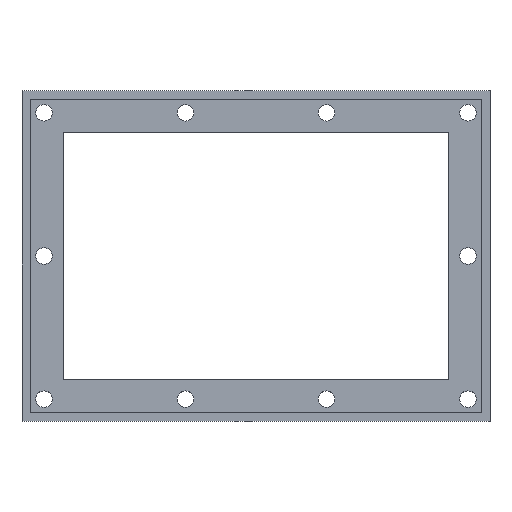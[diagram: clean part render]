
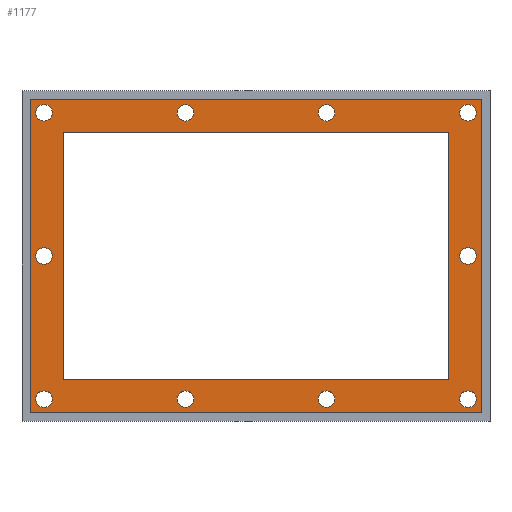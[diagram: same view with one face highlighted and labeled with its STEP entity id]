
A CAD part, top view. The second image highlights one B-rep face of the part: STEP entity #1177.
In plain terms, the highlighted planar face has unit normal (0, 0, 1).
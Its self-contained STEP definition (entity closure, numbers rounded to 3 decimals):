
#148=DIRECTION('',(0.,-1.,0.));
#149=VECTOR('',#148,90.);
#150=CARTESIAN_POINT('',(-70.,45.,5.));
#151=LINE('270',#150,#149);
#156=DIRECTION('',(0.,1.,0.));
#157=VECTOR('',#156,114.);
#158=CARTESIAN_POINT('',(82.,-57.,5.));
#159=LINE('254',#158,#157);
#160=DIRECTION('',(1.,0.,0.));
#161=VECTOR('',#160,164.);
#162=CARTESIAN_POINT('',(-82.,-57.,5.));
#163=LINE('257',#162,#161);
#164=DIRECTION('',(0.,-1.,0.));
#165=VECTOR('',#164,114.);
#166=CARTESIAN_POINT('',(-82.,57.,5.));
#167=LINE('256',#166,#165);
#168=DIRECTION('',(-1.,0.,0.));
#169=VECTOR('',#168,164.);
#170=CARTESIAN_POINT('',(82.,57.,5.));
#171=LINE('255',#170,#169);
#172=CARTESIAN_POINT('',(-77.,-52.,5.));
#173=DIRECTION('',(0.,0.,-1.));
#174=DIRECTION('',(-1.,0.,0.));
#175=AXIS2_PLACEMENT_3D('',#172,#173,#174);
#177=CARTESIAN_POINT('',(-77.,-52.,5.));
#178=DIRECTION('',(0.,0.,-1.));
#179=DIRECTION('',(1.,0.,0.));
#180=AXIS2_PLACEMENT_3D('',#177,#178,#179);
#182=CARTESIAN_POINT('',(-25.665,-52.,5.));
#183=DIRECTION('',(0.,0.,-1.));
#184=DIRECTION('',(1.,0.,0.));
#185=AXIS2_PLACEMENT_3D('',#182,#183,#184);
#187=CARTESIAN_POINT('',(-25.665,-52.,5.));
#188=DIRECTION('',(0.,0.,-1.));
#189=DIRECTION('',(-1.,0.,0.));
#190=AXIS2_PLACEMENT_3D('',#187,#188,#189);
#192=CARTESIAN_POINT('',(-77.,52.,5.));
#193=DIRECTION('',(0.,0.,1.));
#194=DIRECTION('',(-1.,0.,0.));
#195=AXIS2_PLACEMENT_3D('',#192,#193,#194);
#197=CARTESIAN_POINT('',(-77.,52.,5.));
#198=DIRECTION('',(0.,0.,1.));
#199=DIRECTION('',(1.,0.,0.));
#200=AXIS2_PLACEMENT_3D('',#197,#198,#199);
#202=CARTESIAN_POINT('',(-25.665,52.,5.));
#203=DIRECTION('',(0.,0.,1.));
#204=DIRECTION('',(1.,0.,0.));
#205=AXIS2_PLACEMENT_3D('',#202,#203,#204);
#207=CARTESIAN_POINT('',(-25.665,52.,5.));
#208=DIRECTION('',(0.,0.,1.));
#209=DIRECTION('',(-1.,0.,0.));
#210=AXIS2_PLACEMENT_3D('',#207,#208,#209);
#212=CARTESIAN_POINT('',(77.,0.,5.));
#213=DIRECTION('',(0.,0.,1.));
#214=DIRECTION('',(1.,0.,0.));
#215=AXIS2_PLACEMENT_3D('',#212,#213,#214);
#217=CARTESIAN_POINT('',(77.,0.,5.));
#218=DIRECTION('',(0.,0.,1.));
#219=DIRECTION('',(-1.,0.,0.));
#220=AXIS2_PLACEMENT_3D('',#217,#218,#219);
#222=CARTESIAN_POINT('',(77.,-52.,5.));
#223=DIRECTION('',(0.,0.,1.));
#224=DIRECTION('',(1.,0.,0.));
#225=AXIS2_PLACEMENT_3D('',#222,#223,#224);
#227=CARTESIAN_POINT('',(77.,-52.,5.));
#228=DIRECTION('',(0.,0.,1.));
#229=DIRECTION('',(-1.,0.,0.));
#230=AXIS2_PLACEMENT_3D('',#227,#228,#229);
#232=CARTESIAN_POINT('',(25.665,-52.,5.));
#233=DIRECTION('',(0.,0.,1.));
#234=DIRECTION('',(-1.,0.,0.));
#235=AXIS2_PLACEMENT_3D('',#232,#233,#234);
#237=CARTESIAN_POINT('',(25.665,-52.,5.));
#238=DIRECTION('',(0.,0.,1.));
#239=DIRECTION('',(1.,0.,0.));
#240=AXIS2_PLACEMENT_3D('',#237,#238,#239);
#242=CARTESIAN_POINT('',(77.,52.,5.));
#243=DIRECTION('',(0.,0.,-1.));
#244=DIRECTION('',(1.,0.,0.));
#245=AXIS2_PLACEMENT_3D('',#242,#243,#244);
#247=CARTESIAN_POINT('',(77.,52.,5.));
#248=DIRECTION('',(0.,0.,-1.));
#249=DIRECTION('',(-1.,0.,0.));
#250=AXIS2_PLACEMENT_3D('',#247,#248,#249);
#252=CARTESIAN_POINT('',(25.665,52.,5.));
#253=DIRECTION('',(0.,0.,-1.));
#254=DIRECTION('',(-1.,0.,0.));
#255=AXIS2_PLACEMENT_3D('',#252,#253,#254);
#257=CARTESIAN_POINT('',(25.665,52.,5.));
#258=DIRECTION('',(0.,0.,-1.));
#259=DIRECTION('',(1.,0.,0.));
#260=AXIS2_PLACEMENT_3D('',#257,#258,#259);
#382=DIRECTION('',(1.,0.,0.));
#383=VECTOR('',#382,140.);
#384=CARTESIAN_POINT('',(-70.,-45.,5.));
#385=LINE('271',#384,#383);
#390=DIRECTION('',(0.,1.,0.));
#391=VECTOR('',#390,90.);
#392=CARTESIAN_POINT('',(70.,-45.,5.));
#393=LINE('272',#392,#391);
#398=DIRECTION('',(-1.,0.,0.));
#399=VECTOR('',#398,140.);
#400=CARTESIAN_POINT('',(70.,45.,5.));
#401=LINE('273',#400,#399);
#406=CARTESIAN_POINT('',(-77.,0.,5.));
#407=DIRECTION('',(0.,0.,-1.));
#408=DIRECTION('',(-1.,0.,0.));
#409=AXIS2_PLACEMENT_3D('',#406,#407,#408);
#416=CARTESIAN_POINT('',(-77.,0.,5.));
#417=DIRECTION('',(0.,0.,-1.));
#418=DIRECTION('',(1.,0.,0.));
#419=AXIS2_PLACEMENT_3D('',#416,#417,#418);
#804=CARTESIAN_POINT('',(82.,-57.,5.));
#805=CARTESIAN_POINT('',(82.,57.,5.));
#806=VERTEX_POINT('',#804);
#807=VERTEX_POINT('',#805);
#808=CARTESIAN_POINT('',(-82.,57.,5.));
#809=VERTEX_POINT('',#808);
#810=CARTESIAN_POINT('',(-82.,-57.,5.));
#811=VERTEX_POINT('',#810);
#820=CARTESIAN_POINT('',(-70.,45.,5.));
#821=CARTESIAN_POINT('',(-70.,-45.,5.));
#822=VERTEX_POINT('',#820);
#823=VERTEX_POINT('',#821);
#824=CARTESIAN_POINT('',(70.,-45.,5.));
#825=VERTEX_POINT('',#824);
#826=CARTESIAN_POINT('',(70.,45.,5.));
#827=VERTEX_POINT('',#826);
#828=CARTESIAN_POINT('',(-80.,0.,5.));
#829=CARTESIAN_POINT('',(-74.,0.,5.));
#830=VERTEX_POINT('',#828);
#831=VERTEX_POINT('',#829);
#860=CARTESIAN_POINT('',(-80.,-52.,5.));
#861=CARTESIAN_POINT('',(-74.,-52.,5.));
#862=VERTEX_POINT('',#860);
#863=VERTEX_POINT('',#861);
#876=CARTESIAN_POINT('',(-22.665,-52.,5.));
#877=CARTESIAN_POINT('',(-28.665,-52.,5.));
#878=VERTEX_POINT('',#876);
#879=VERTEX_POINT('',#877);
#892=CARTESIAN_POINT('',(-80.,52.,5.));
#893=VERTEX_POINT('',#892);
#894=CARTESIAN_POINT('',(-74.,52.,5.));
#895=VERTEX_POINT('',#894);
#908=CARTESIAN_POINT('',(-22.665,52.,5.));
#909=VERTEX_POINT('',#908);
#910=CARTESIAN_POINT('',(-28.665,52.,5.));
#911=VERTEX_POINT('',#910);
#936=CARTESIAN_POINT('',(80.,-52.,5.));
#937=VERTEX_POINT('',#936);
#938=CARTESIAN_POINT('',(74.,-52.,5.));
#939=VERTEX_POINT('',#938);
#952=CARTESIAN_POINT('',(22.665,-52.,5.));
#953=VERTEX_POINT('',#952);
#954=CARTESIAN_POINT('',(28.665,-52.,5.));
#955=VERTEX_POINT('',#954);
#968=CARTESIAN_POINT('',(80.,52.,5.));
#969=VERTEX_POINT('',#968);
#970=CARTESIAN_POINT('',(74.,52.,5.));
#971=VERTEX_POINT('',#970);
#984=CARTESIAN_POINT('',(22.665,52.,5.));
#985=VERTEX_POINT('',#984);
#986=CARTESIAN_POINT('',(28.665,52.,5.));
#987=VERTEX_POINT('',#986);
#988=CARTESIAN_POINT('',(80.,0.,5.));
#989=CARTESIAN_POINT('',(74.,0.,5.));
#990=VERTEX_POINT('',#988);
#991=VERTEX_POINT('',#989);
#1093=CARTESIAN_POINT('',(0.,0.,5.));
#1094=DIRECTION('',(0.,0.,1.));
#1095=DIRECTION('',(-1.,0.,0.));
#1096=AXIS2_PLACEMENT_3D('',#1093,#1094,#1095);
#1097=PLANE('253',#1096);
#1099=ORIENTED_EDGE('254',*,*,#1098,.F.);
#1101=ORIENTED_EDGE('257',*,*,#1100,.F.);
#1103=ORIENTED_EDGE('256',*,*,#1102,.F.);
#1105=ORIENTED_EDGE('255',*,*,#1104,.F.);
#1106=EDGE_LOOP('253',(#1099,#1101,#1103,#1105));
#1107=FACE_OUTER_BOUND('253',#1106,.F.);
#1108=ORIENTED_EDGE('270',*,*,#1083,.T.);
#1110=ORIENTED_EDGE('271',*,*,#1109,.T.);
#1112=ORIENTED_EDGE('272',*,*,#1111,.T.);
#1114=ORIENTED_EDGE('273',*,*,#1113,.T.);
#1115=EDGE_LOOP('253',(#1108,#1110,#1112,#1114));
#1116=FACE_BOUND('253',#1115,.F.);
#1118=ORIENTED_EDGE('274',*,*,#1117,.F.);
#1120=ORIENTED_EDGE('275',*,*,#1119,.F.);
#1121=EDGE_LOOP('253',(#1118,#1120));
#1122=FACE_BOUND('253',#1121,.F.);
#1124=ORIENTED_EDGE('1115',*,*,#1123,.F.);
#1126=ORIENTED_EDGE('1116',*,*,#1125,.F.);
#1127=EDGE_LOOP('253',(#1124,#1126));
#1128=FACE_BOUND('253',#1127,.F.);
#1130=ORIENTED_EDGE('1181',*,*,#1129,.F.);
#1132=ORIENTED_EDGE('1182',*,*,#1131,.F.);
#1133=EDGE_LOOP('253',(#1130,#1132));
#1134=FACE_BOUND('253',#1133,.F.);
#1136=ORIENTED_EDGE('1300',*,*,#1135,.T.);
#1138=ORIENTED_EDGE('1301',*,*,#1137,.T.);
#1139=EDGE_LOOP('253',(#1136,#1138));
#1140=FACE_BOUND('253',#1139,.F.);
#1142=ORIENTED_EDGE('1314',*,*,#1141,.T.);
#1144=ORIENTED_EDGE('1315',*,*,#1143,.T.);
#1145=EDGE_LOOP('253',(#1142,#1144));
#1146=FACE_BOUND('253',#1145,.F.);
#1148=ORIENTED_EDGE('1582',*,*,#1147,.T.);
#1150=ORIENTED_EDGE('1583',*,*,#1149,.T.);
#1151=EDGE_LOOP('253',(#1148,#1150));
#1152=FACE_BOUND('253',#1151,.F.);
#1154=ORIENTED_EDGE('1598',*,*,#1153,.T.);
#1156=ORIENTED_EDGE('1599',*,*,#1155,.T.);
#1157=EDGE_LOOP('253',(#1154,#1156));
#1158=FACE_BOUND('253',#1157,.F.);
#1160=ORIENTED_EDGE('1612',*,*,#1159,.T.);
#1162=ORIENTED_EDGE('1613',*,*,#1161,.T.);
#1163=EDGE_LOOP('253',(#1160,#1162));
#1164=FACE_BOUND('253',#1163,.F.);
#1166=ORIENTED_EDGE('1626',*,*,#1165,.F.);
#1168=ORIENTED_EDGE('1627',*,*,#1167,.F.);
#1169=EDGE_LOOP('253',(#1166,#1168));
#1170=FACE_BOUND('253',#1169,.F.);
#1172=ORIENTED_EDGE('1640',*,*,#1171,.F.);
#1174=ORIENTED_EDGE('1641',*,*,#1173,.F.);
#1175=EDGE_LOOP('253',(#1172,#1174));
#1176=FACE_BOUND('253',#1175,.F.);
#176=CIRCLE('1115',#175,3.);
#181=CIRCLE('1116',#180,3.);
#186=CIRCLE('1181',#185,3.);
#191=CIRCLE('1182',#190,3.);
#196=CIRCLE('1300',#195,3.);
#201=CIRCLE('1301',#200,3.);
#206=CIRCLE('1314',#205,3.);
#211=CIRCLE('1315',#210,3.);
#216=CIRCLE('1582',#215,3.);
#221=CIRCLE('1583',#220,3.);
#226=CIRCLE('1598',#225,3.);
#231=CIRCLE('1599',#230,3.);
#236=CIRCLE('1612',#235,3.);
#241=CIRCLE('1613',#240,3.);
#246=CIRCLE('1626',#245,3.);
#251=CIRCLE('1627',#250,3.);
#256=CIRCLE('1640',#255,3.);
#261=CIRCLE('1641',#260,3.);
#410=CIRCLE('274',#409,3.);
#420=CIRCLE('275',#419,3.);
#1083=EDGE_CURVE('270',#822,#823,#151,.T.);
#1098=EDGE_CURVE('254',#806,#807,#159,.T.);
#1100=EDGE_CURVE('257',#811,#806,#163,.T.);
#1102=EDGE_CURVE('256',#809,#811,#167,.T.);
#1104=EDGE_CURVE('255',#807,#809,#171,.T.);
#1109=EDGE_CURVE('271',#823,#825,#385,.T.);
#1111=EDGE_CURVE('272',#825,#827,#393,.T.);
#1113=EDGE_CURVE('273',#827,#822,#401,.T.);
#1117=EDGE_CURVE('274',#830,#831,#410,.T.);
#1119=EDGE_CURVE('275',#831,#830,#420,.T.);
#1123=EDGE_CURVE('1115',#862,#863,#176,.T.);
#1125=EDGE_CURVE('1116',#863,#862,#181,.T.);
#1129=EDGE_CURVE('1181',#878,#879,#186,.T.);
#1131=EDGE_CURVE('1182',#879,#878,#191,.T.);
#1135=EDGE_CURVE('1300',#893,#895,#196,.T.);
#1137=EDGE_CURVE('1301',#895,#893,#201,.T.);
#1141=EDGE_CURVE('1314',#909,#911,#206,.T.);
#1143=EDGE_CURVE('1315',#911,#909,#211,.T.);
#1147=EDGE_CURVE('1582',#990,#991,#216,.T.);
#1149=EDGE_CURVE('1583',#991,#990,#221,.T.);
#1153=EDGE_CURVE('1598',#937,#939,#226,.T.);
#1155=EDGE_CURVE('1599',#939,#937,#231,.T.);
#1159=EDGE_CURVE('1612',#953,#955,#236,.T.);
#1161=EDGE_CURVE('1613',#955,#953,#241,.T.);
#1165=EDGE_CURVE('1626',#969,#971,#246,.T.);
#1167=EDGE_CURVE('1627',#971,#969,#251,.T.);
#1171=EDGE_CURVE('1640',#985,#987,#256,.T.);
#1173=EDGE_CURVE('1641',#987,#985,#261,.T.);
#1177=ADVANCED_FACE('253',(#1107,#1116,#1122,#1128,#1134,#1140,#1146,#1152,
#1158,#1164,#1170,#1176),#1097,.T.);
